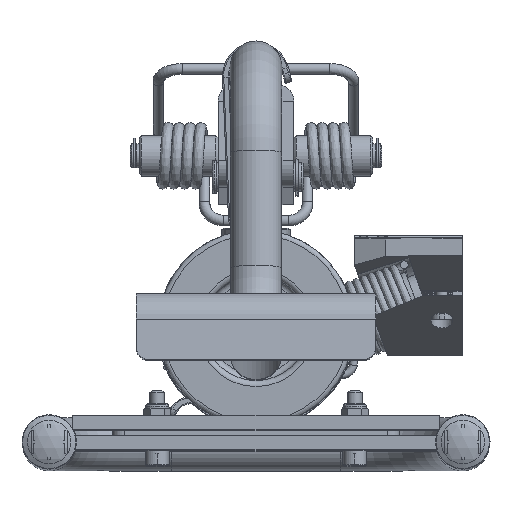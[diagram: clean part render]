
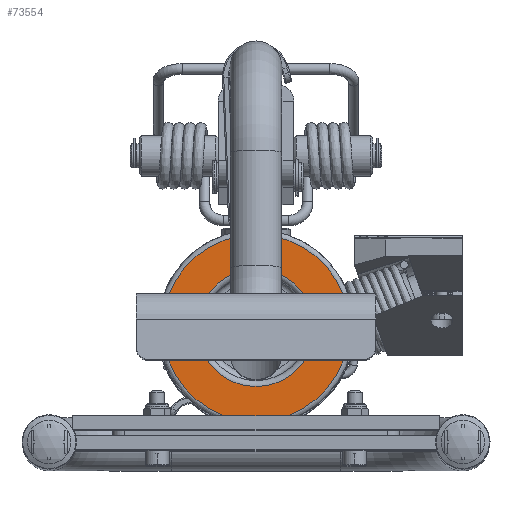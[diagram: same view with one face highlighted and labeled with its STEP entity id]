
A CAD part, top view. The second image highlights one B-rep face of the part: STEP entity #73554.
In plain terms, the highlighted planar face has unit normal (0, 0, 1).
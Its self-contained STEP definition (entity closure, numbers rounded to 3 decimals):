
#3134 = ORIENTED_EDGE ( 'NONE', *, *, #22069, .T. ) ;
#4347 = AXIS2_PLACEMENT_3D ( 'NONE', #24052, #59836, #6572 ) ;
#6572 = DIRECTION ( 'NONE',  ( 1., 0., 0. ) ) ;
#7381 = ORIENTED_EDGE ( 'NONE', *, *, #77559, .T. ) ;
#13059 = CARTESIAN_POINT ( 'NONE',  ( 0., 0., 218. ) ) ;
#22069 = EDGE_CURVE ( 'NONE', #73197, #73197, #56343, .T. ) ;
#22798 = EDGE_LOOP ( 'NONE', ( #7381 ) ) ;
#24052 = CARTESIAN_POINT ( 'NONE',  ( 22., 0., 218. ) ) ;
#31484 = DIRECTION ( 'NONE',  ( 1., 0., 0. ) ) ;
#36352 = PLANE ( 'NONE',  #4347 ) ;
#36704 = DIRECTION ( 'NONE',  ( 0., 0., -1. ) ) ;
#40175 = VERTEX_POINT ( 'NONE', #62444 ) ;
#42726 = DIRECTION ( 'NONE',  ( 1., 0., 0. ) ) ;
#43447 = FACE_BOUND ( 'NONE', #22798, .T. ) ;
#56247 = CARTESIAN_POINT ( 'NONE',  ( 0., -39., 218. ) ) ;
#56343 = CIRCLE ( 'NONE', #70986, 39. ) ;
#59836 = DIRECTION ( 'NONE',  ( 0., 0., 1. ) ) ;
#60404 = CARTESIAN_POINT ( 'NONE',  ( 0., 0., 218. ) ) ;
#62444 = CARTESIAN_POINT ( 'NONE',  ( 24.5, 0., 218. ) ) ;
#67052 = DIRECTION ( 'NONE',  ( 0., 0., 1. ) ) ;
#70986 = AXIS2_PLACEMENT_3D ( 'NONE', #60404, #67052, #42726 ) ;
#71847 = FACE_OUTER_BOUND ( 'NONE', #77031, .T. ) ;
#73197 = VERTEX_POINT ( 'NONE', #56247 ) ;
#73554 = ADVANCED_FACE ( 'NONE', ( #43447, #71847 ), #36352, .T. ) ;
#77031 = EDGE_LOOP ( 'NONE', ( #3134 ) ) ;
#77132 = CIRCLE ( 'NONE', #77547, 24.5 ) ;
#77547 = AXIS2_PLACEMENT_3D ( 'NONE', #13059, #36704, #31484 ) ;
#77559 = EDGE_CURVE ( 'NONE', #40175, #40175, #77132, .T. ) ;
